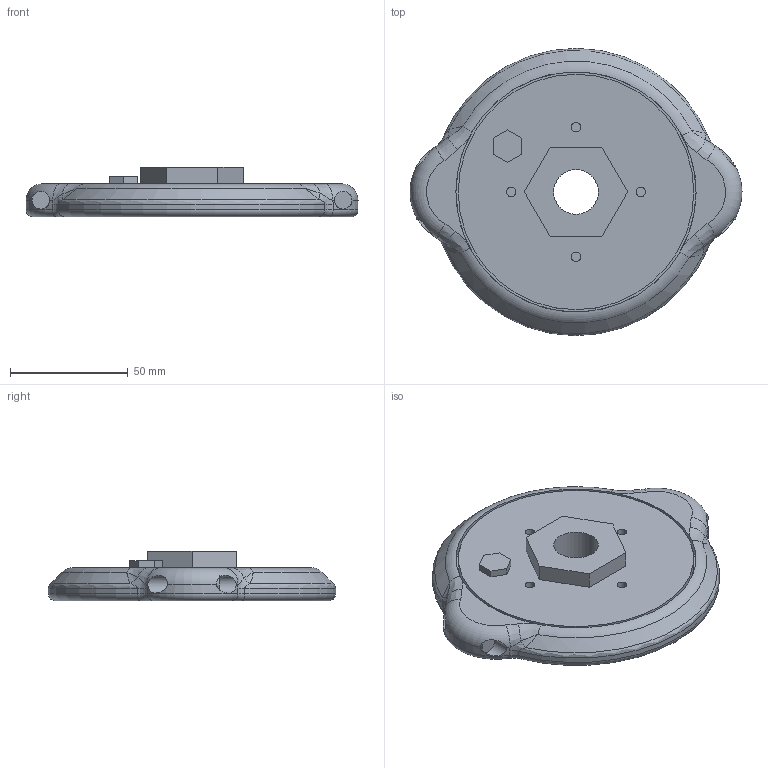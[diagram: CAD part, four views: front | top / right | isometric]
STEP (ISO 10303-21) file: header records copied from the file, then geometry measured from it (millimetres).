
FILE_DESCRIPTION( ( '' ), '1' );
FILE_NAME( '0106508.stp', '2003-11-14T14:25:42', ( 'Andreas Norlén' ), ( 'PIAB AB' ), 'XStep 1.0', 'Solid Edge V14', ' ' );
FILE_SCHEMA( ( 'CONFIG_CONTROL_DESIGN' ) );
Length unit declared in the file: millimetre
Products named in the file (1): 3107212
Bounding box: 141 x 122 x 21 mm (x, y, z)
Volume: 136229.2 mm3; surface area: 45527.9 mm2
Topology: 1 solids, 3 shells, 110 faces, 233 edges, 146 vertices
Faces by surface type: plane 41, cylinder 35, bspline 16, torus 14, cone 4
Full cylindrical faces by diameter (mm): 4 x4, 4.95 x2, 5 x4, 7.5 x2, 8.7 x1, 19 x1, 28 x1, 49 x1, 89 x1, 91 x1, 100 x2, 102 x1, 106 x1, 110 x1
Entity records: 4905 total; most frequent: CARTESIAN_POINT 2693, DIRECTION 456, ORIENTED_EDGE 398, AXIS2_PLACEMENT_3D 206, EDGE_CURVE 199, EDGE_LOOP 158, VERTEX_POINT 137, FACE_OUTER_BOUND 133
